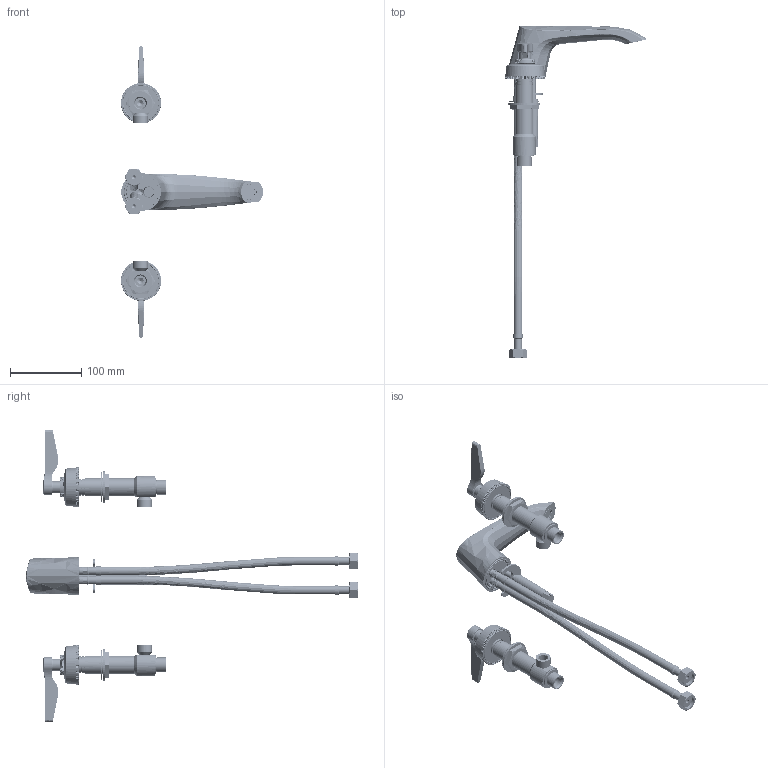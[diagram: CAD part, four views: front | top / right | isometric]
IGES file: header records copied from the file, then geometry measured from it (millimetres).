
Global section: file name: T10KA14-LA; native system: Autodesk Inventor 2020; preprocessor: unknown; author: pbiran; date: 20200521.153452; units: millimetre
Bounding box: 199.89 x 467.07 x 410.49 mm (x, y, z)
Volume: 528999.3 mm3; surface area: 208752.9 mm2
Topology: 38 solids, 39 shells, 20395 faces, 49540 edges, 29343 vertices
Faces by surface type: bspline 20378, offset 17
